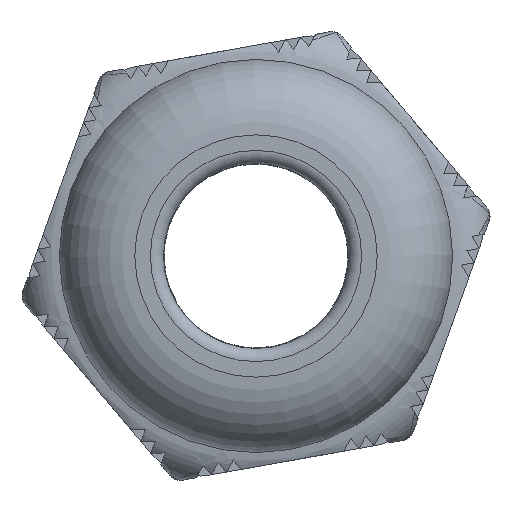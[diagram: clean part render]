
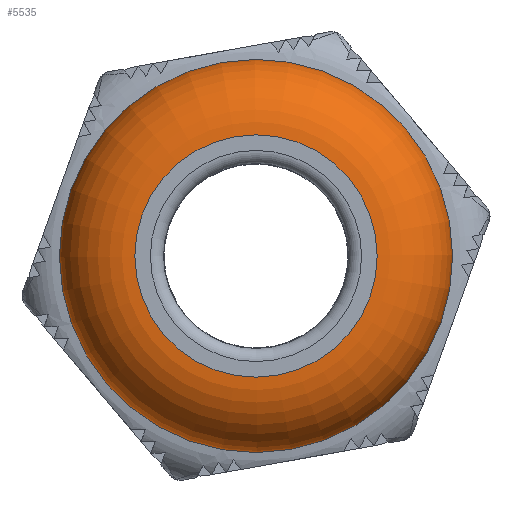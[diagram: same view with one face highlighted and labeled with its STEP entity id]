
A CAD part, left-side view. The second image highlights one B-rep face of the part: STEP entity #5535.
In plain terms, the highlighted toroidal (fillet/blend) face has major radius 5.548 mm and minor radius 3.463 mm.
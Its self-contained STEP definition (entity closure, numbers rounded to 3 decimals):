
#44=TOROIDAL_SURFACE('',#5921,5.548,3.464);
#1227=FACE_BOUND('',#1746,.T.);
#1391=FACE_OUTER_BOUND('',#1745,.T.);
#1745=EDGE_LOOP('',(#4384));
#1746=EDGE_LOOP('',(#4385));
#1980=CIRCLE('',#5771,5.548);
#2018=CIRCLE('',#5922,9.);
#2271=VERTEX_POINT('',#9689);
#2501=VERTEX_POINT('',#11200);
#2812=EDGE_CURVE('',#2271,#2271,#1980,.T.);
#3162=EDGE_CURVE('',#2501,#2501,#2018,.T.);
#4384=ORIENTED_EDGE('',*,*,#2812,.T.);
#4385=ORIENTED_EDGE('',*,*,#3162,.F.);
#5535=ADVANCED_FACE('',(#1391,#1227),#44,.T.);
#5771=AXIS2_PLACEMENT_3D('',#9690,#6402,#6403);
#5921=AXIS2_PLACEMENT_3D('',#11199,#6900,#6901);
#5922=AXIS2_PLACEMENT_3D('',#11201,#6902,#6903);
#6402=DIRECTION('center_axis',(1.,0.,0.));
#6403=DIRECTION('ref_axis',(0.,0.,-1.));
#6900=DIRECTION('center_axis',(1.,0.,0.));
#6901=DIRECTION('ref_axis',(0.,0.,-1.));
#6902=DIRECTION('center_axis',(1.,0.,0.));
#6903=DIRECTION('ref_axis',(0.,0.,-1.));
#9689=CARTESIAN_POINT('',(-15.37,5.548,0.));
#9690=CARTESIAN_POINT('Origin',(-15.37,0.,0.));
#11199=CARTESIAN_POINT('Origin',(-11.906,0.,0.));
#11200=CARTESIAN_POINT('',(-12.183,9.,0.));
#11201=CARTESIAN_POINT('Origin',(-12.183,0.,0.));
